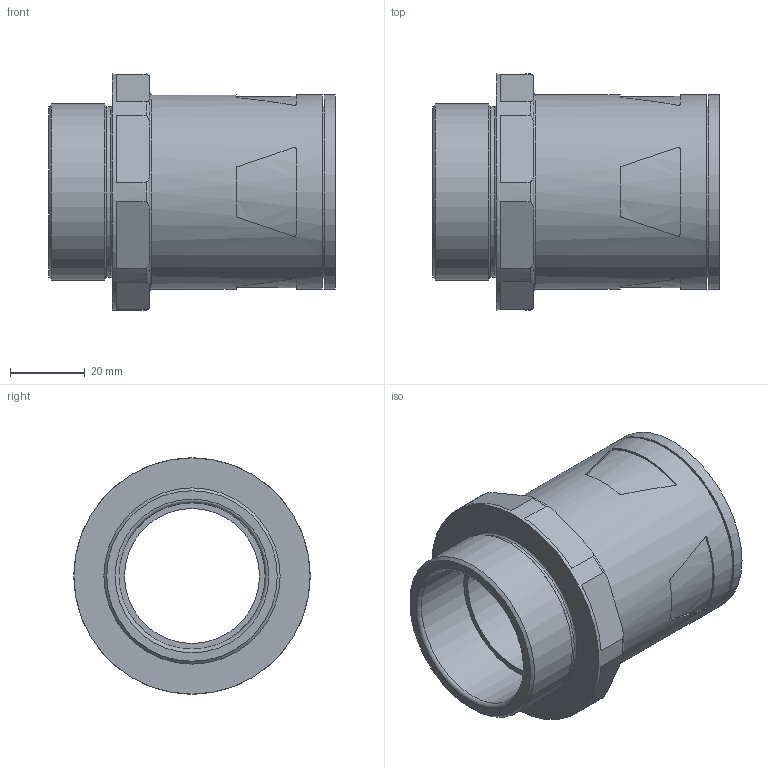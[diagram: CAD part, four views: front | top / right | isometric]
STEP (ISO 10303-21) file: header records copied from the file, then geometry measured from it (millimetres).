
FILE_DESCRIPTION( ( 'STEP AP203' ), '1' );
FILE_NAME( 'FLEXA RQGK-P 5020.074.236.stp', '2020-03-27T11:18:18', ( 'License CC BY-ND 4.0' ), ( 'CADENAS' ), ' ', 'PARTsolutions', ' ' );
FILE_SCHEMA( ( 'CONFIG_CONTROL_DESIGN' ) );
Length unit declared in the file: millimetre
Products named in the file (1): _FLEXA RQGK-P 5020.074.236
Bounding box: 76.5 x 63 x 63 mm (x, y, z)
Volume: 63159.9 mm3; surface area: 27500.4 mm2
Topology: 1 solids, 1 shells, 100 faces, 262 edges, 173 vertices
Faces by surface type: plane 56, cylinder 29, torus 13, cone 2
Full cylindrical faces by diameter (mm): 36 x1, 39 x1, 42.5 x1, 45.5 x1, 46 x1, 47 x1, 52 x2, 63 x1
Entity records: 3366 total; most frequent: CARTESIAN_POINT 1007, ORIENTED_EDGE 478, DIRECTION 456, EDGE_CURVE 239, AXIS2_PLACEMENT_3D 180, VERTEX_POINT 167, EDGE_LOOP 128, FACE_OUTER_BOUND 114
